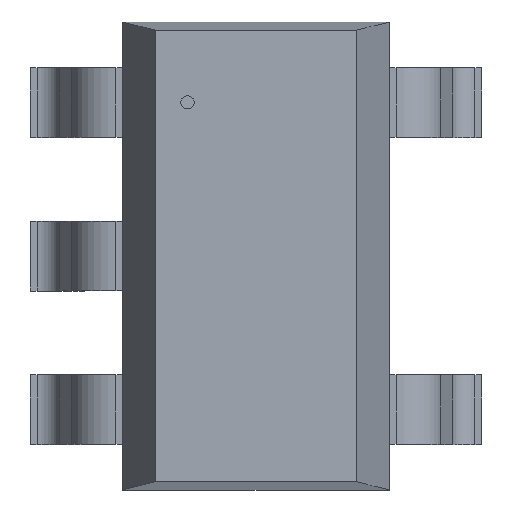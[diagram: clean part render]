
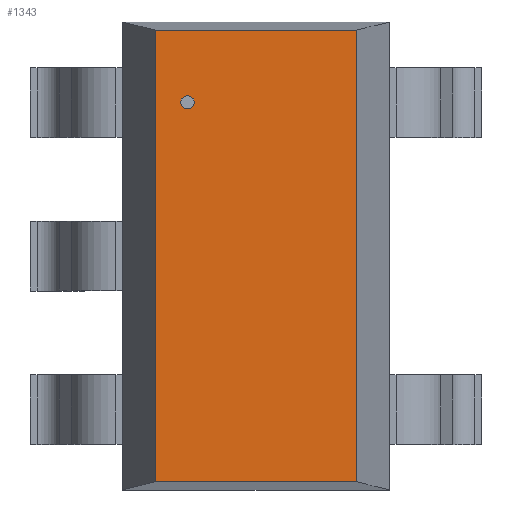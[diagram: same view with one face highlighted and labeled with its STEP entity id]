
A CAD part, top view. The second image highlights one B-rep face of the part: STEP entity #1343.
In plain terms, the highlighted planar face has unit normal (0, 0, 1).
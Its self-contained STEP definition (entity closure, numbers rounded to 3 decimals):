
#8 = CARTESIAN_POINT ( 'NONE',  ( -0.623, 0.466, 1.295 ) ) ;
#26 = CARTESIAN_POINT ( 'NONE',  ( 0.207, -1.397, 1.295 ) ) ;
#70 = CARTESIAN_POINT ( 'NONE',  ( -0.622, 1.397, 1.295 ) ) ;
#105 = B_SPLINE_CURVE_WITH_KNOTS ( 'NONE', 3,
 ( #1197, #2044, #8, #1212 ),
 .UNSPECIFIED., .F., .F.,
 ( 4, 4 ),
 ( 0., 1. ),
 .UNSPECIFIED. ) ;
#151 = EDGE_CURVE ( 'NONE', #2017, #2572, #1078, .T. ) ;
#293 = PLANE ( 'NONE',  #704 ) ;
#299 = EDGE_CURVE ( 'NONE', #2572, #775, #2062, .T. ) ;
#381 = CARTESIAN_POINT ( 'NONE',  ( 0.207, 1.397, 1.295 ) ) ;
#391 = CARTESIAN_POINT ( 'NONE',  ( -0.207, -1.397, 1.295 ) ) ;
#574 = CARTESIAN_POINT ( 'NONE',  ( 0.622, -1.397, 1.295 ) ) ;
#687 = ORIENTED_EDGE ( 'NONE', *, *, #2554, .F. ) ;
#690 = EDGE_CURVE ( 'NONE', #775, #2322, #105, .T. ) ;
#704 = AXIS2_PLACEMENT_3D ( 'NONE', #1767, #1302, #2365 ) ;
#775 = VERTEX_POINT ( 'NONE', #812 ) ;
#791 = CARTESIAN_POINT ( 'NONE',  ( 0.622, -1.397, 1.295 ) ) ;
#812 = CARTESIAN_POINT ( 'NONE',  ( -0.622, -1.397, 1.295 ) ) ;
#986 = ORIENTED_EDGE ( 'NONE', *, *, #151, .F. ) ;
#1078 = B_SPLINE_CURVE_WITH_KNOTS ( 'NONE', 3,
 ( #1808, #1204, #2217, #791 ),
 .UNSPECIFIED., .F., .F.,
 ( 4, 4 ),
 ( 0., 1. ),
 .UNSPECIFIED. ) ;
#1197 = CARTESIAN_POINT ( 'NONE',  ( -0.622, -1.397, 1.295 ) ) ;
#1204 = CARTESIAN_POINT ( 'NONE',  ( 0.623, 0.466, 1.295 ) ) ;
#1212 = CARTESIAN_POINT ( 'NONE',  ( -0.622, 1.397, 1.295 ) ) ;
#1302 = DIRECTION ( 'NONE',  ( 0., 0., 1. ) ) ;
#1343 = ADVANCED_FACE ( 'NONE', ( #2174 ), #293, .T. ) ;
#1412 = CARTESIAN_POINT ( 'NONE',  ( -0.207, 1.397, 1.295 ) ) ;
#1462 = CARTESIAN_POINT ( 'NONE',  ( 0.622, 1.397, 1.295 ) ) ;
#1566 = CARTESIAN_POINT ( 'NONE',  ( 0.622, 1.397, 1.295 ) ) ;
#1767 = CARTESIAN_POINT ( 'NONE',  ( -0.622, -1.397, 1.295 ) ) ;
#1808 = CARTESIAN_POINT ( 'NONE',  ( 0.622, 1.397, 1.295 ) ) ;
#1928 = B_SPLINE_CURVE_WITH_KNOTS ( 'NONE', 3,
 ( #2678, #1412, #381, #1462 ),
 .UNSPECIFIED., .F., .F.,
 ( 4, 4 ),
 ( 0., 1. ),
 .UNSPECIFIED. ) ;
#2017 = VERTEX_POINT ( 'NONE', #1566 ) ;
#2044 = CARTESIAN_POINT ( 'NONE',  ( -0.623, -0.466, 1.295 ) ) ;
#2062 = B_SPLINE_CURVE_WITH_KNOTS ( 'NONE', 3,
 ( #574, #26, #391, #2098 ),
 .UNSPECIFIED., .F., .F.,
 ( 4, 4 ),
 ( 0., 1. ),
 .UNSPECIFIED. ) ;
#2098 = CARTESIAN_POINT ( 'NONE',  ( -0.622, -1.397, 1.295 ) ) ;
#2174 = FACE_OUTER_BOUND ( 'NONE', #2333, .T. ) ;
#2217 = CARTESIAN_POINT ( 'NONE',  ( 0.623, -0.466, 1.295 ) ) ;
#2229 = ORIENTED_EDGE ( 'NONE', *, *, #690, .F. ) ;
#2322 = VERTEX_POINT ( 'NONE', #70 ) ;
#2323 = CARTESIAN_POINT ( 'NONE',  ( 0.622, -1.397, 1.295 ) ) ;
#2333 = EDGE_LOOP ( 'NONE', ( #2469, #986, #687, #2229 ) ) ;
#2365 = DIRECTION ( 'NONE',  ( 1., 0., 0. ) ) ;
#2469 = ORIENTED_EDGE ( 'NONE', *, *, #299, .F. ) ;
#2554 = EDGE_CURVE ( 'NONE', #2322, #2017, #1928, .T. ) ;
#2572 = VERTEX_POINT ( 'NONE', #2323 ) ;
#2678 = CARTESIAN_POINT ( 'NONE',  ( -0.622, 1.397, 1.295 ) ) ;
